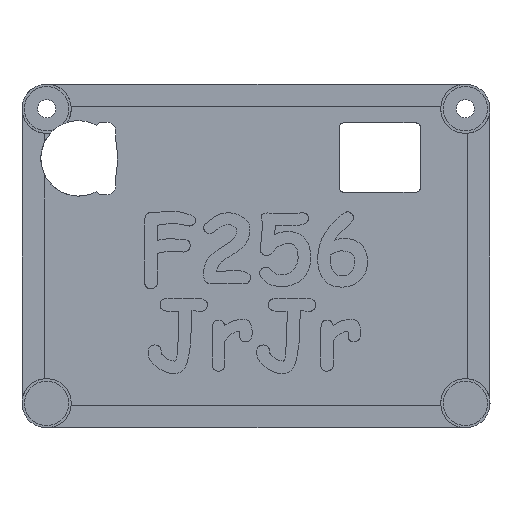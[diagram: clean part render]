
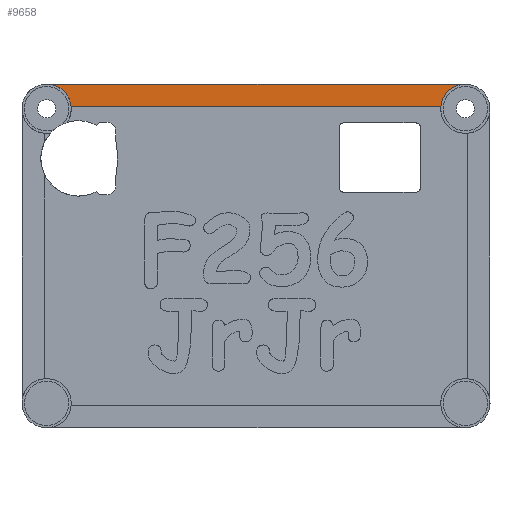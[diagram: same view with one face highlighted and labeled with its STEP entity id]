
A CAD part, front view. The second image highlights one B-rep face of the part: STEP entity #9658.
In plain terms, the highlighted planar face has unit normal (0, -1, 0).
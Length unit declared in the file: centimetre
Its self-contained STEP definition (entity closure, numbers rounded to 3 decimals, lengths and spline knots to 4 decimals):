
#311=CIRCLE('',#782,0.555);
#312=CIRCLE('',#785,0.555);
#782=AXIS2_PLACEMENT_3D('',#13830,#3290,#3291);
#785=AXIS2_PLACEMENT_3D('',#13845,#3301,#3302);
#788=AXIS2_PLACEMENT_3D('',#13856,#3310,$);
#957=PLANE('',#788);
#1511=VECTOR('',#3315,1.);
#1512=VECTOR('',#3316,1.);
#2086=LINE('',#13862,#1511);
#2087=LINE('',#13863,#1512);
#3290=DIRECTION('',(0.,1.,0.));
#3291=DIRECTION('',(0.555,0.,0.));
#3301=DIRECTION('',(0.,1.,0.));
#3302=DIRECTION('',(0.555,0.,0.));
#3310=DIRECTION('',(0.,1.,0.));
#3315=DIRECTION('',(1.,0.,0.));
#3316=DIRECTION('',(1.,0.,0.));
#4185=VERTEX_POINT('',#13829);
#4186=VERTEX_POINT('',#13831);
#4191=VERTEX_POINT('',#13844);
#4192=VERTEX_POINT('',#13846);
#5742=EDGE_CURVE('',#4186,#4185,#311,.T.);
#5749=EDGE_CURVE('',#4192,#4191,#312,.T.);
#5758=EDGE_CURVE('',#4185,#4192,#2086,.T.);
#5759=EDGE_CURVE('',#4186,#4191,#2087,.T.);
#7801=ORIENTED_EDGE('',*,*,#5742,.T.);
#7802=ORIENTED_EDGE('',*,*,#5758,.T.);
#7803=ORIENTED_EDGE('',*,*,#5749,.T.);
#7804=ORIENTED_EDGE('',*,*,#5759,.F.);
#8675=EDGE_LOOP('',(#7801,#7802,#7803,#7804));
#9196=FACE_BOUND('',#8675,.T.);
#9658=ADVANCED_FACE('',(#9196),#957,.F.);
#13829=CARTESIAN_POINT('',(-4.1677,-0.5,3.2148));
#13830=CARTESIAN_POINT('',(-4.72,-0.5,3.1598));
#13831=CARTESIAN_POINT('',(-4.72,-0.5,3.7148));
#13844=CARTESIAN_POINT('',(4.72,-0.5,3.7148));
#13845=CARTESIAN_POINT('',(4.72,-0.5,3.1598));
#13846=CARTESIAN_POINT('',(4.1677,-0.5,3.2148));
#13856=CARTESIAN_POINT('',(0.,-0.5,-0.1602));
#13862=CARTESIAN_POINT('',(0.,-0.5,3.2148));
#13863=CARTESIAN_POINT('',(4.72,-0.5,3.7148));
